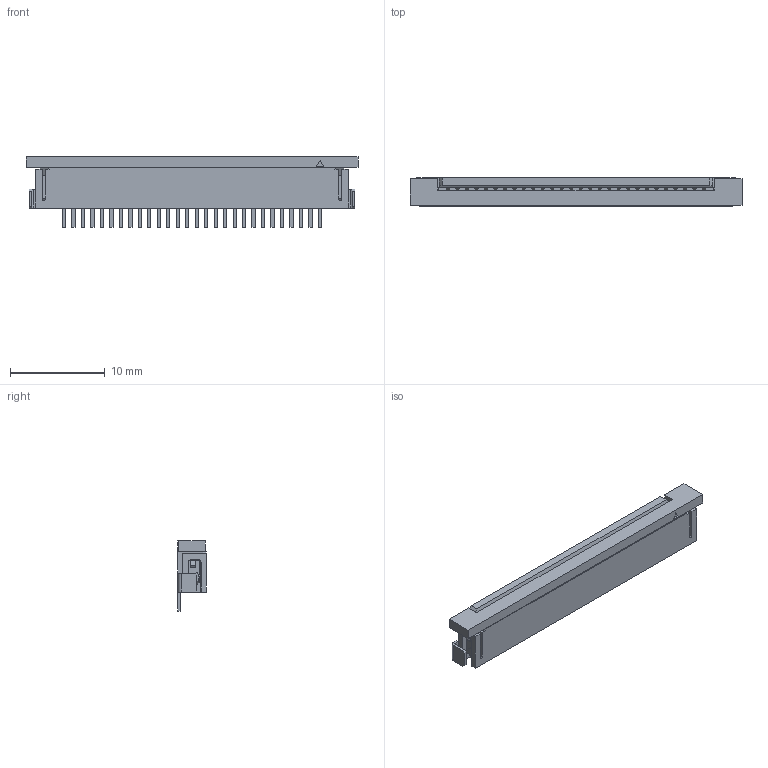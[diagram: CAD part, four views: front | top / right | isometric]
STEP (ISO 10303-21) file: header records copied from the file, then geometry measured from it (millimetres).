
FILE_DESCRIPTION((''),'2;1');
FILE_NAME('522712869','2019-07-23T',('gga'),(''),'PRO/ENGINEER BY PARAMETRIC TECHNOLOGY CORPORATION, 2016010','PRO/ENGINEER BY PARAMETRIC TECHNOLOGY CORPORATION, 2016010','');
FILE_SCHEMA(('CONFIG_CONTROL_DESIGN'));
Length unit declared in the file: millimetre
Products named in the file (1): 522712869
Bounding box: 35 x 3 x 7.4 mm (x, y, z)
Volume: 480.7 mm3; surface area: 1137.2 mm2
Topology: 1 solids, 1 shells, 700 faces, 2319 edges, 1576 vertices
Faces by surface type: plane 596, cylinder 104
Entity records: 25108 total; most frequent: CARTESIAN_POINT 4476, ORIENTED_EDGE 4398, DIRECTION 3937, EDGE_CURVE 2199, VECTOR 2103, LINE 2103, VERTEX_POINT 1456, AXIS2_PLACEMENT_3D 917
